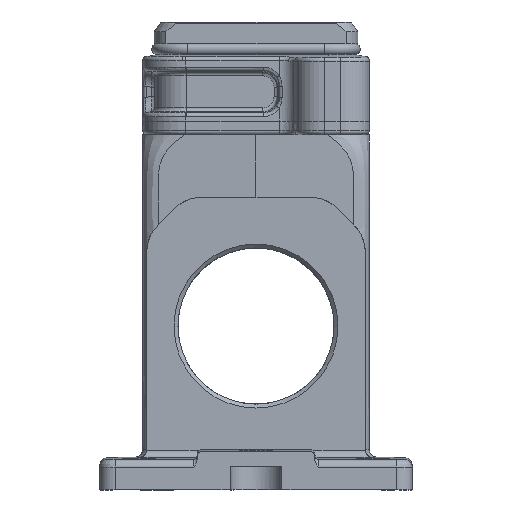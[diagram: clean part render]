
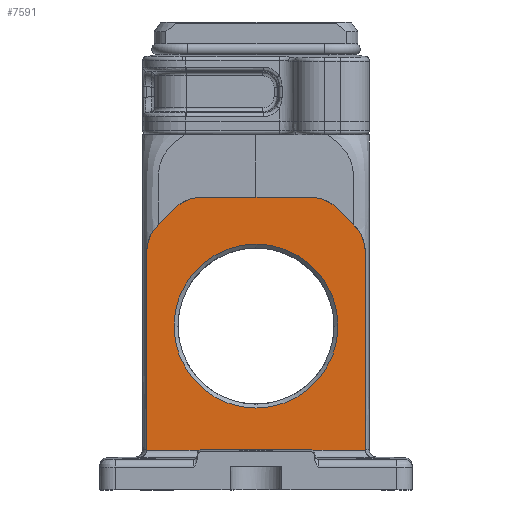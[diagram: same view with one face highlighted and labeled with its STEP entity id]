
A CAD part, left-side view. The second image highlights one B-rep face of the part: STEP entity #7591.
In plain terms, the highlighted planar face has unit normal (-1, 0, 0).
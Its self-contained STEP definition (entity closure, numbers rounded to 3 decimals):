
#6488=FACE_BOUND('',#10105,.T.);
#6489=FACE_BOUND('',#10106,.T.);
#7226=B_SPLINE_CURVE_WITH_KNOTS('',3,(#32176,#32177,#32178,#32179),
 .UNSPECIFIED.,.F.,.F.,(4,4),(0.,1.),.UNSPECIFIED.);
#7227=B_SPLINE_CURVE_WITH_KNOTS('',3,(#32183,#32184,#32185,#32186),
 .UNSPECIFIED.,.F.,.F.,(4,4),(0.,1.),.UNSPECIFIED.);
#7228=B_SPLINE_CURVE_WITH_KNOTS('',3,(#32206,#32207,#32208,#32209),
 .UNSPECIFIED.,.F.,.F.,(4,4),(0.,1.),.UNSPECIFIED.);
#7591=ADVANCED_FACE('',(#6488,#6489),#8622,.F.);
#8622=PLANE('',#25422);
#10105=EDGE_LOOP('',(#11908));
#10106=EDGE_LOOP('',(#11909,#11910,#11911,#11912,#11913,#11914,#11915,#11916,
#11917,#11918,#11919,#11920,#11921,#11922,#11923,#11924));
#11255=CIRCLE('',#25416,21.);
#11256=CIRCLE('',#25417,10.);
#11257=CIRCLE('',#25418,10.);
#11258=CIRCLE('',#25419,10.);
#11259=CIRCLE('',#25420,10.);
#11260=CIRCLE('',#25421,1.);
#11908=ORIENTED_EDGE('',*,*,#18721,.T.);
#11909=ORIENTED_EDGE('',*,*,#18722,.F.);
#11910=ORIENTED_EDGE('',*,*,#18723,.F.);
#11911=ORIENTED_EDGE('',*,*,#18724,.F.);
#11912=ORIENTED_EDGE('',*,*,#18725,.F.);
#11913=ORIENTED_EDGE('',*,*,#18726,.T.);
#11914=ORIENTED_EDGE('',*,*,#18727,.F.);
#11915=ORIENTED_EDGE('',*,*,#18728,.F.);
#11916=ORIENTED_EDGE('',*,*,#18729,.F.);
#11917=ORIENTED_EDGE('',*,*,#18730,.T.);
#11918=ORIENTED_EDGE('',*,*,#18731,.F.);
#11919=ORIENTED_EDGE('',*,*,#18732,.F.);
#11920=ORIENTED_EDGE('',*,*,#18733,.F.);
#11921=ORIENTED_EDGE('',*,*,#18734,.T.);
#11922=ORIENTED_EDGE('',*,*,#18735,.F.);
#11923=ORIENTED_EDGE('',*,*,#18736,.F.);
#11924=ORIENTED_EDGE('',*,*,#18737,.F.);
#17042=VERTEX_POINT('',#32172);
#17043=VERTEX_POINT('',#32174);
#17044=VERTEX_POINT('',#32175);
#17045=VERTEX_POINT('',#32180);
#17046=VERTEX_POINT('',#32182);
#17047=VERTEX_POINT('',#32187);
#17048=VERTEX_POINT('',#32189);
#17049=VERTEX_POINT('',#32191);
#17050=VERTEX_POINT('',#32193);
#17051=VERTEX_POINT('',#32195);
#17052=VERTEX_POINT('',#32197);
#17053=VERTEX_POINT('',#32199);
#17054=VERTEX_POINT('',#32201);
#17055=VERTEX_POINT('',#32203);
#17056=VERTEX_POINT('',#32205);
#17057=VERTEX_POINT('',#32210);
#17058=VERTEX_POINT('',#32212);
#18721=EDGE_CURVE('',#17042,#17042,#11255,.T.);
#18722=EDGE_CURVE('',#17043,#17044,#21259,.T.);
#18723=EDGE_CURVE('',#17045,#17043,#7226,.T.);
#18724=EDGE_CURVE('',#17046,#17045,#21260,.T.);
#18725=EDGE_CURVE('',#17047,#17046,#7227,.T.);
#18726=EDGE_CURVE('',#17047,#17048,#21261,.T.);
#18727=EDGE_CURVE('',#17049,#17048,#11256,.T.);
#18728=EDGE_CURVE('',#17050,#17049,#21262,.T.);
#18729=EDGE_CURVE('',#17051,#17050,#11257,.T.);
#18730=EDGE_CURVE('',#17051,#17052,#21263,.T.);
#18731=EDGE_CURVE('',#17053,#17052,#11258,.T.);
#18732=EDGE_CURVE('',#17054,#17053,#21264,.T.);
#18733=EDGE_CURVE('',#17055,#17054,#11259,.T.);
#18734=EDGE_CURVE('',#17055,#17056,#21265,.T.);
#18735=EDGE_CURVE('',#17057,#17056,#7228,.T.);
#18736=EDGE_CURVE('',#17058,#17057,#21266,.T.);
#18737=EDGE_CURVE('',#17044,#17058,#11260,.T.);
#21259=LINE('',#32173,#22806);
#21260=LINE('',#32181,#22807);
#21261=LINE('',#32188,#22808);
#21262=LINE('',#32192,#22809);
#21263=LINE('',#32196,#22810);
#21264=LINE('',#32200,#22811);
#21265=LINE('',#32204,#22812);
#21266=LINE('',#32211,#22813);
#22806=VECTOR('',#27140,1.);
#22807=VECTOR('',#27141,1.);
#22808=VECTOR('',#27142,1.);
#22809=VECTOR('',#27145,1.);
#22810=VECTOR('',#27148,1.);
#22811=VECTOR('',#27151,1.);
#22812=VECTOR('',#27154,1.);
#22813=VECTOR('',#27155,1.);
#25416=AXIS2_PLACEMENT_3D('',#32171,#27138,#27139);
#25417=AXIS2_PLACEMENT_3D('',#32190,#27143,#27144);
#25418=AXIS2_PLACEMENT_3D('',#32194,#27146,#27147);
#25419=AXIS2_PLACEMENT_3D('',#32198,#27149,#27150);
#25420=AXIS2_PLACEMENT_3D('',#32202,#27152,#27153);
#25421=AXIS2_PLACEMENT_3D('',#32213,#27156,#27157);
#25422=AXIS2_PLACEMENT_3D('',#32214,#27158,#27159);
#27138=DIRECTION('',(1.,0.,0.));
#27139=DIRECTION('',(0.,0.,-1.));
#27140=DIRECTION('',(0.,1.,0.));
#27141=DIRECTION('',(0.,1.,0.));
#27142=DIRECTION('',(0.,0.,1.));
#27143=DIRECTION('',(1.,0.,0.));
#27144=DIRECTION('',(0.,-0.707,0.707));
#27145=DIRECTION('',(0.,-0.707,-0.707));
#27146=DIRECTION('',(1.,0.,0.));
#27147=DIRECTION('',(0.,0.,1.));
#27148=DIRECTION('',(0.,1.,0.));
#27149=DIRECTION('',(1.,0.,0.));
#27150=DIRECTION('',(0.,0.707,0.707));
#27151=DIRECTION('',(0.,-0.707,0.707));
#27152=DIRECTION('',(1.,0.,0.));
#27153=DIRECTION('',(0.,1.,0.));
#27154=DIRECTION('',(0.,0.,-1.));
#27155=DIRECTION('',(0.,1.,0.));
#27156=DIRECTION('',(-1.,0.,0.));
#27157=DIRECTION('',(0.,0.,1.));
#27158=DIRECTION('',(1.,0.,0.));
#27159=DIRECTION('',(0.,-1.,0.));
#32171=CARTESIAN_POINT('',(-79.6,0.,-49.));
#32172=CARTESIAN_POINT('',(-79.6,0.,-70.));
#32173=CARTESIAN_POINT('',(-79.6,-14.,-80.697));
#32174=CARTESIAN_POINT('',(-79.6,-14.,-80.697));
#32175=CARTESIAN_POINT('',(-79.6,14.,-80.697));
#32176=CARTESIAN_POINT('',(-79.6,-14.328,-80.753));
#32177=CARTESIAN_POINT('',(-79.6,-14.222,-80.716));
#32178=CARTESIAN_POINT('',(-79.6,-14.11,-80.697));
#32179=CARTESIAN_POINT('',(-79.6,-14.,-80.697));
#32180=CARTESIAN_POINT('',(-79.6,-14.328,-80.753));
#32181=CARTESIAN_POINT('',(-79.6,-28.,-80.753));
#32182=CARTESIAN_POINT('',(-79.6,-28.,-80.753));
#32183=CARTESIAN_POINT('',(-79.6,-28.,-80.718));
#32184=CARTESIAN_POINT('',(-79.6,-28.,-80.73));
#32185=CARTESIAN_POINT('',(-79.6,-28.,-80.741));
#32186=CARTESIAN_POINT('',(-79.6,-28.,-80.753));
#32187=CARTESIAN_POINT('',(-79.6,-28.,-80.718));
#32188=CARTESIAN_POINT('',(-79.6,-28.,-80.718));
#32189=CARTESIAN_POINT('',(-79.6,-28.,-30.142));
#32190=CARTESIAN_POINT('',(-79.6,-18.,-30.142));
#32191=CARTESIAN_POINT('',(-79.6,-25.071,-23.071));
#32192=CARTESIAN_POINT('',(-79.6,-20.929,-18.929));
#32193=CARTESIAN_POINT('',(-79.6,-20.929,-18.929));
#32194=CARTESIAN_POINT('',(-79.6,-13.858,-26.));
#32195=CARTESIAN_POINT('',(-79.6,-13.858,-16.));
#32196=CARTESIAN_POINT('',(-79.6,-13.858,-16.));
#32197=CARTESIAN_POINT('',(-79.6,13.858,-16.));
#32198=CARTESIAN_POINT('',(-79.6,13.858,-26.));
#32199=CARTESIAN_POINT('',(-79.6,20.929,-18.929));
#32200=CARTESIAN_POINT('',(-79.6,25.071,-23.071));
#32201=CARTESIAN_POINT('',(-79.6,25.071,-23.071));
#32202=CARTESIAN_POINT('',(-79.6,18.,-30.142));
#32203=CARTESIAN_POINT('',(-79.6,28.,-30.142));
#32204=CARTESIAN_POINT('',(-79.6,28.,-30.142));
#32205=CARTESIAN_POINT('',(-79.6,28.,-80.718));
#32206=CARTESIAN_POINT('',(-79.6,28.,-80.753));
#32207=CARTESIAN_POINT('',(-79.6,28.,-80.741));
#32208=CARTESIAN_POINT('',(-79.6,28.,-80.73));
#32209=CARTESIAN_POINT('',(-79.6,28.,-80.718));
#32210=CARTESIAN_POINT('',(-79.6,28.,-80.753));
#32211=CARTESIAN_POINT('',(-79.6,14.328,-80.753));
#32212=CARTESIAN_POINT('',(-79.6,14.328,-80.753));
#32213=CARTESIAN_POINT('',(-79.6,14.,-81.698));
#32214=CARTESIAN_POINT('',(-79.6,30.8,-12.55));
